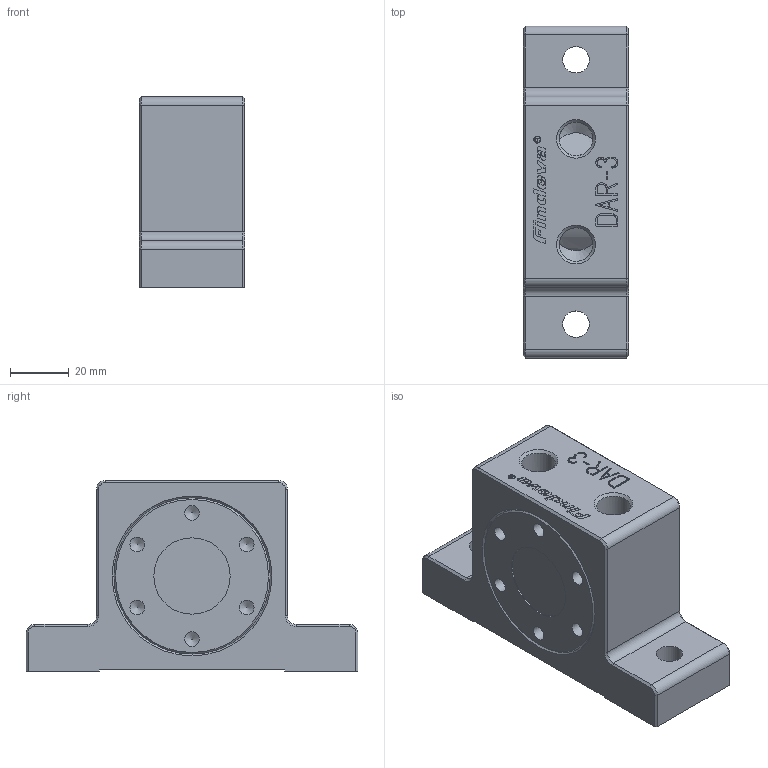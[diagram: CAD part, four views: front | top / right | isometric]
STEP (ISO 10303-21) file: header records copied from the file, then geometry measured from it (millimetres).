
FILE_DESCRIPTION((''),'2;1');
FILE_NAME('7003-00-M.stp','2012-03-28T19:05:46',('Petr'),(''),'Autodesk Inventor 2011','Autodesk Inventor 2011','');
FILE_SCHEMA(('CONFIG_CONTROL_DESIGN'));
Length unit declared in the file: millimetre
Products named in the file (1): 7003-00-M
Bounding box: 36 x 113 x 65 mm (x, y, z)
Volume: 171950.3 mm3; surface area: 25064.3 mm2
Topology: 1 solids, 1 shells, 344 faces, 870 edges, 572 vertices
Faces by surface type: plane 209, cylinder 95, cone 32, bspline 8
Full cylindrical faces by diameter (mm): 2.146 x1, 2.386 x1, 5 x12, 9 x2, 11.445 x2, 26 x2
Entity records: 10363 total; most frequent: CARTESIAN_POINT 1924, DIRECTION 1683, ORIENTED_EDGE 1628, EDGE_CURVE 814, VECTOR 575, LINE 575, AXIS2_PLACEMENT_3D 554, VERTEX_POINT 554
